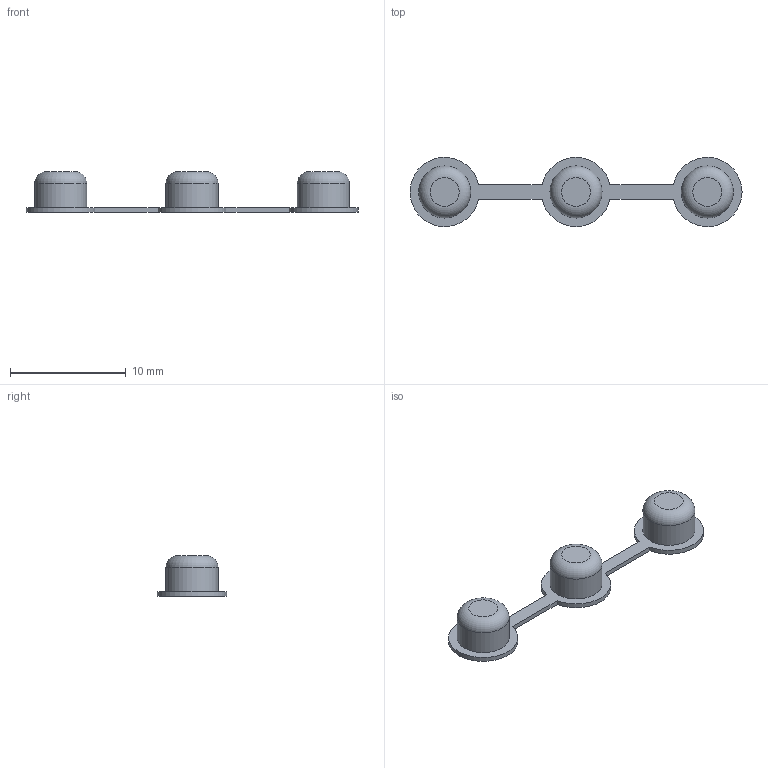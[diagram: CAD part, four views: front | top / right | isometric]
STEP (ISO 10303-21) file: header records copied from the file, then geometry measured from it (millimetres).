
FILE_DESCRIPTION(('FreeCAD Model'),'2;1');
FILE_NAME('Open CASCADE Shape Model','2023-07-06T07:02:43',('Author'),( ''),'Open CASCADE STEP processor 7.6','FreeCAD','Unknown');
FILE_SCHEMA(('AUTOMOTIVE_DESIGN { 1 0 10303 214 1 1 1 1 }'));
Length unit declared in the file: millimetre
Products named in the file (1): Body
Bounding box: 28.72 x 6 x 3.5 mm (x, y, z)
Volume: 179 mm3; surface area: 338 mm2
Topology: 1 solids, 1 shells, 22 faces, 42 edges, 28 vertices
Faces by surface type: plane 12, cylinder 7, torus 3
Full cylindrical faces by diameter (mm): 4.5 x3
Entity records: 1146 total; most frequent: CARTESIAN_POINT 195, DIRECTION 192, ORIENTED_EDGE 84, PCURVE 84, DEFINITIONAL_REPRESENTATION 84, LINE 83, VECTOR 83, AXIS2_PLACEMENT_3D 46
